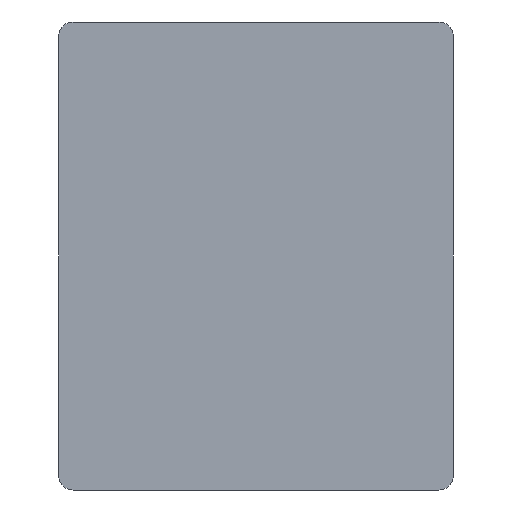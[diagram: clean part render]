
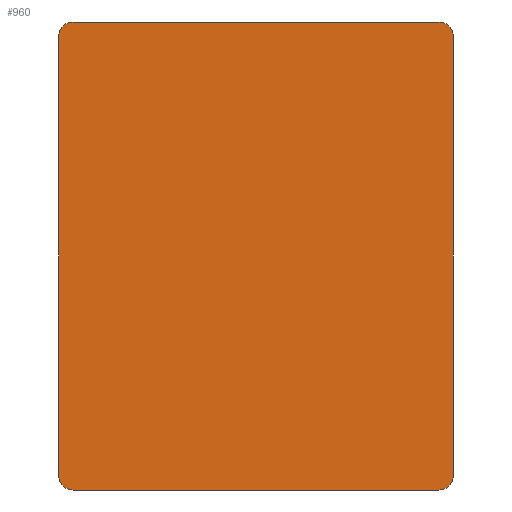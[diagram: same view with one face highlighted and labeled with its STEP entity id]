
A CAD part, front view. The second image highlights one B-rep face of the part: STEP entity #960.
In plain terms, the highlighted planar face has unit normal (0, -1, 0).
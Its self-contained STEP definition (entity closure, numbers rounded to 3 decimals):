
#63 = CARTESIAN_POINT ( 'NONE',  ( 13.5, 0., 15. ) ) ;
#93 = VERTEX_POINT ( 'NONE', #1317 ) ;
#113 = DIRECTION ( 'NONE',  ( 0., -1., 0. ) ) ;
#124 = CARTESIAN_POINT ( 'NONE',  ( 12.5, 0., 16. ) ) ;
#294 = PLANE ( 'NONE',  #765 ) ;
#321 = CARTESIAN_POINT ( 'NONE',  ( 12.5, 0., -15. ) ) ;
#323 = VECTOR ( 'NONE', #1884, 1000. ) ;
#360 = DIRECTION ( 'NONE',  ( 0., 0., 1. ) ) ;
#398 = CIRCLE ( 'NONE', #1948, 1. ) ;
#424 = AXIS2_PLACEMENT_3D ( 'NONE', #3204, #3172, #2964 ) ;
#533 = VERTEX_POINT ( 'NONE', #2624 ) ;
#536 = VERTEX_POINT ( 'NONE', #124 ) ;
#550 = DIRECTION ( 'NONE',  ( 0., 0., 1. ) ) ;
#552 = ORIENTED_EDGE ( 'NONE', *, *, #2330, .F. ) ;
#706 = ORIENTED_EDGE ( 'NONE', *, *, #1367, .T. ) ;
#765 = AXIS2_PLACEMENT_3D ( 'NONE', #1048, #1284, #3063 ) ;
#803 = VERTEX_POINT ( 'NONE', #1420 ) ;
#805 = DIRECTION ( 'NONE',  ( 0., -1., 0. ) ) ;
#879 = CARTESIAN_POINT ( 'NONE',  ( 12.5, 0., 15. ) ) ;
#918 = VERTEX_POINT ( 'NONE', #2443 ) ;
#955 = EDGE_CURVE ( 'NONE', #2974, #533, #2548, .T. ) ;
#960 = ADVANCED_FACE ( 'NONE', ( #1535 ), #294, .F. ) ;
#980 = CARTESIAN_POINT ( 'NONE',  ( -13.5, 0., 16. ) ) ;
#1021 = DIRECTION ( 'NONE',  ( -1., 0., 0. ) ) ;
#1036 = EDGE_CURVE ( 'NONE', #803, #536, #3257, .T. ) ;
#1048 = CARTESIAN_POINT ( 'NONE',  ( 0., 0., 0. ) ) ;
#1069 = CIRCLE ( 'NONE', #424, 1. ) ;
#1121 = EDGE_CURVE ( 'NONE', #2974, #536, #1307, .T. ) ;
#1236 = DIRECTION ( 'NONE',  ( 0., -1., 0. ) ) ;
#1253 = CARTESIAN_POINT ( 'NONE',  ( -13.5, 0., 15. ) ) ;
#1284 = DIRECTION ( 'NONE',  ( 0., 1., 0. ) ) ;
#1300 = DIRECTION ( 'NONE',  ( 0., 0., -1. ) ) ;
#1301 = CARTESIAN_POINT ( 'NONE',  ( -13.5, 0., -16. ) ) ;
#1307 = CIRCLE ( 'NONE', #2421, 1. ) ;
#1317 = CARTESIAN_POINT ( 'NONE',  ( -13.5, 0., -15. ) ) ;
#1367 = EDGE_CURVE ( 'NONE', #918, #533, #398, .T. ) ;
#1420 = CARTESIAN_POINT ( 'NONE',  ( -12.5, 0., 16. ) ) ;
#1488 = CARTESIAN_POINT ( 'NONE',  ( -12.5, 0., -15. ) ) ;
#1535 = FACE_OUTER_BOUND ( 'NONE', #2073, .T. ) ;
#1643 = ORIENTED_EDGE ( 'NONE', *, *, #955, .F. ) ;
#1807 = EDGE_CURVE ( 'NONE', #918, #2943, #3050, .T. ) ;
#1884 = DIRECTION ( 'NONE',  ( 0., 0., 1. ) ) ;
#1948 = AXIS2_PLACEMENT_3D ( 'NONE', #321, #805, #550 ) ;
#2000 = DIRECTION ( 'NONE',  ( 1., 0., 0. ) ) ;
#2054 = ORIENTED_EDGE ( 'NONE', *, *, #1121, .T. ) ;
#2073 = EDGE_LOOP ( 'NONE', ( #552, #2756, #2990, #706, #1643, #2054, #2203, #2237 ) ) ;
#2203 = ORIENTED_EDGE ( 'NONE', *, *, #1036, .F. ) ;
#2237 = ORIENTED_EDGE ( 'NONE', *, *, #2739, .T. ) ;
#2275 = VECTOR ( 'NONE', #1021, 1000. ) ;
#2311 = EDGE_CURVE ( 'NONE', #93, #2943, #2828, .T. ) ;
#2312 = VECTOR ( 'NONE', #2000, 1000. ) ;
#2330 = EDGE_CURVE ( 'NONE', #93, #2807, #2595, .T. ) ;
#2393 = CARTESIAN_POINT ( 'NONE',  ( -12.5, 0., -16. ) ) ;
#2421 = AXIS2_PLACEMENT_3D ( 'NONE', #879, #113, #360 ) ;
#2443 = CARTESIAN_POINT ( 'NONE',  ( 12.5, 0., -16. ) ) ;
#2498 = DIRECTION ( 'NONE',  ( 0., 0., 1. ) ) ;
#2508 = AXIS2_PLACEMENT_3D ( 'NONE', #1488, #1236, #2498 ) ;
#2548 = LINE ( 'NONE', #3047, #2741 ) ;
#2595 = LINE ( 'NONE', #1301, #323 ) ;
#2624 = CARTESIAN_POINT ( 'NONE',  ( 13.5, 0., -15. ) ) ;
#2739 = EDGE_CURVE ( 'NONE', #803, #2807, #1069, .T. ) ;
#2741 = VECTOR ( 'NONE', #1300, 1000. ) ;
#2756 = ORIENTED_EDGE ( 'NONE', *, *, #2311, .T. ) ;
#2807 = VERTEX_POINT ( 'NONE', #1253 ) ;
#2828 = CIRCLE ( 'NONE', #2508, 1. ) ;
#2943 = VERTEX_POINT ( 'NONE', #2393 ) ;
#2964 = DIRECTION ( 'NONE',  ( 0., 0., 1. ) ) ;
#2974 = VERTEX_POINT ( 'NONE', #63 ) ;
#2990 = ORIENTED_EDGE ( 'NONE', *, *, #1807, .F. ) ;
#3047 = CARTESIAN_POINT ( 'NONE',  ( 13.5, 0., -16. ) ) ;
#3050 = LINE ( 'NONE', #3292, #2275 ) ;
#3063 = DIRECTION ( 'NONE',  ( 0., 0., 1. ) ) ;
#3172 = DIRECTION ( 'NONE',  ( 0., -1., 0. ) ) ;
#3204 = CARTESIAN_POINT ( 'NONE',  ( -12.5, 0., 15. ) ) ;
#3257 = LINE ( 'NONE', #980, #2312 ) ;
#3292 = CARTESIAN_POINT ( 'NONE',  ( -13.5, 0., -16. ) ) ;
